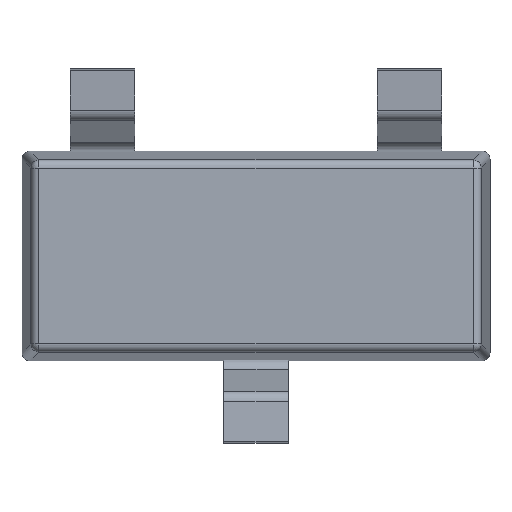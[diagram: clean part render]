
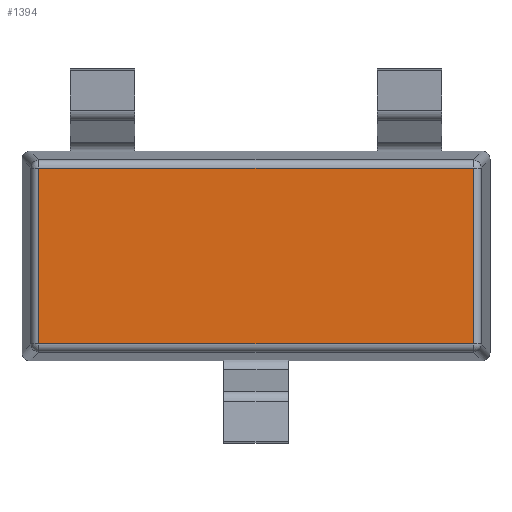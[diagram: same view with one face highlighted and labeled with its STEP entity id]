
A CAD part, front view. The second image highlights one B-rep face of the part: STEP entity #1394.
In plain terms, the highlighted planar face has unit normal (0, -1, 0).
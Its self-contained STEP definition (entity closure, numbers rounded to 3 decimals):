
#368 = FACE_OUTER_BOUND ( 'NONE', #1323, .T. ) ;
#389 = VECTOR ( 'NONE', #1173, 1000. ) ;
#508 = LINE ( 'NONE', #1136, #389 ) ;
#554 = DIRECTION ( 'NONE',  ( 1., 0., 0. ) ) ;
#695 = VECTOR ( 'NONE', #830, 1000. ) ;
#765 = CARTESIAN_POINT ( 'NONE',  ( 0., 0.15, -0.545 ) ) ;
#795 = EDGE_CURVE ( 'NONE', #1552, #2136, #508, .T. ) ;
#830 = DIRECTION ( 'NONE',  ( 0., 0., 1. ) ) ;
#895 = CARTESIAN_POINT ( 'NONE',  ( 0., 0.15, 0. ) ) ;
#929 = EDGE_CURVE ( 'NONE', #2136, #2195, #955, .T. ) ;
#955 = LINE ( 'NONE', #765, #2443 ) ;
#1013 = CARTESIAN_POINT ( 'NONE',  ( 1.345, 0.15, 0.545 ) ) ;
#1019 = VERTEX_POINT ( 'NONE', #1013 ) ;
#1047 = ORIENTED_EDGE ( 'NONE', *, *, #795, .T. ) ;
#1136 = CARTESIAN_POINT ( 'NONE',  ( -1.345, 0.15, 0. ) ) ;
#1173 = DIRECTION ( 'NONE',  ( 0., 0., -1. ) ) ;
#1245 = EDGE_CURVE ( 'NONE', #2195, #1019, #1811, .T. ) ;
#1323 = EDGE_LOOP ( 'NONE', ( #1047, #1381, #1919, #1670 ) ) ;
#1381 = ORIENTED_EDGE ( 'NONE', *, *, #929, .T. ) ;
#1394 = ADVANCED_FACE ( 'NONE', ( #368 ), #2285, .T. ) ;
#1511 = AXIS2_PLACEMENT_3D ( 'NONE', #895, #2352, #2364 ) ;
#1552 = VERTEX_POINT ( 'NONE', #2375 ) ;
#1611 = CARTESIAN_POINT ( 'NONE',  ( -1.345, 0.15, -0.545 ) ) ;
#1616 = CARTESIAN_POINT ( 'NONE',  ( 0., 0.15, 0.545 ) ) ;
#1670 = ORIENTED_EDGE ( 'NONE', *, *, #2206, .T. ) ;
#1811 = LINE ( 'NONE', #2476, #695 ) ;
#1817 = LINE ( 'NONE', #1616, #1989 ) ;
#1919 = ORIENTED_EDGE ( 'NONE', *, *, #1245, .T. ) ;
#1989 = VECTOR ( 'NONE', #2248, 1000. ) ;
#2136 = VERTEX_POINT ( 'NONE', #1611 ) ;
#2195 = VERTEX_POINT ( 'NONE', #2439 ) ;
#2206 = EDGE_CURVE ( 'NONE', #1019, #1552, #1817, .T. ) ;
#2248 = DIRECTION ( 'NONE',  ( -1., 0., 0. ) ) ;
#2285 = PLANE ( 'NONE',  #1511 ) ;
#2352 = DIRECTION ( 'NONE',  ( 0., -1., 0. ) ) ;
#2364 = DIRECTION ( 'NONE',  ( 0., 0., -1. ) ) ;
#2375 = CARTESIAN_POINT ( 'NONE',  ( -1.345, 0.15, 0.545 ) ) ;
#2439 = CARTESIAN_POINT ( 'NONE',  ( 1.345, 0.15, -0.545 ) ) ;
#2443 = VECTOR ( 'NONE', #554, 1000. ) ;
#2476 = CARTESIAN_POINT ( 'NONE',  ( 1.345, 0.15, 0. ) ) ;
